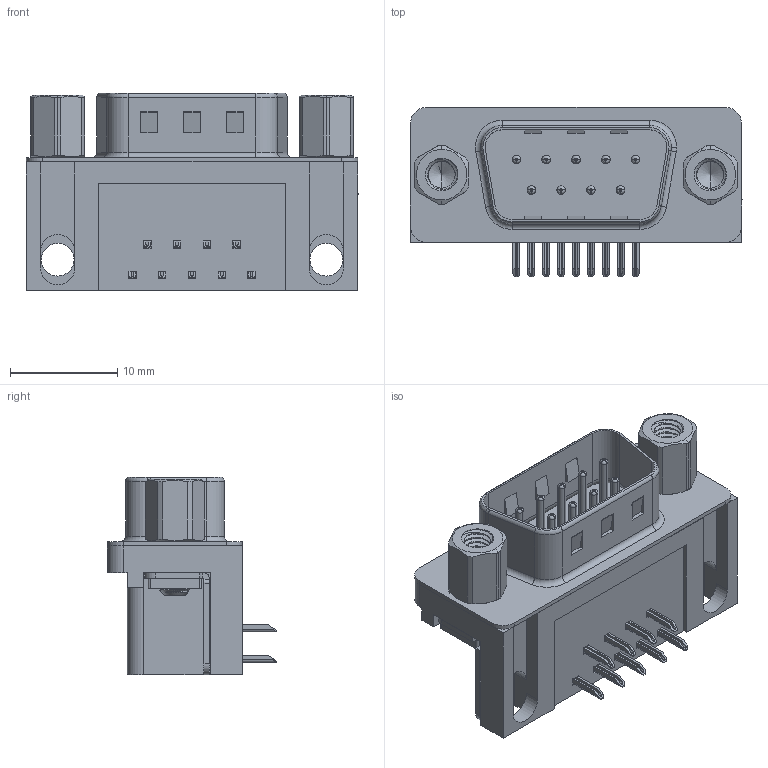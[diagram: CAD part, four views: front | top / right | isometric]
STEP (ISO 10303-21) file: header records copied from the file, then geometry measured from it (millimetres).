
FILE_DESCRIPTION (( 'STEP AP203' ), '1' );
FILE_NAME ('621-009-260-516.STEP', '2019-11-18T18:34:55', ( '' ), ( '' ), 'SwSTEP 2.0', 'SolidWorks 2016', '' );
FILE_SCHEMA (( 'CONFIG_CONTROL_DESIGN' ));
Length unit declared in the file: millimetre
Products named in the file (8): 621 M3 Threaded Rivet; 621 M3 Hex Standoff 5; 621-009-260-516; 621 Contact Top; 621 Shell_9 Socket; 621 Contact Bottom; 621 Thru Hole Board Mount; 621 Housing_9 Socket
Assembly tree (17 placements, depth 2):
  621-009-260-516
    621 Housing_9 Socket
    621 Shell_9 Socket
    621 Contact Bottom  x4
    621 Contact Top  x5
    621 Thru Hole Board Mount  x2
    621 M3 Threaded Rivet  x2
    621 M3 Hex Standoff 5  x2
Bounding box: 30.89 x 15.73 x 18.4 mm (x, y, z)
Volume: 3483.3 mm3; surface area: 4939.9 mm2
Topology: 17 solids, 17 shells, 1137 faces, 2885 edges, 1807 vertices
Faces by surface type: plane 593, cylinder 411, torus 85, cone 30, bspline 18
Entity records: 21243 total; most frequent: CARTESIAN_POINT 7405, ORIENTED_EDGE 2688, DIRECTION 2656, EDGE_CURVE 1344, AXIS2_PLACEMENT_3D 923, VERTEX_POINT 858, VECTOR 810, LINE 810
